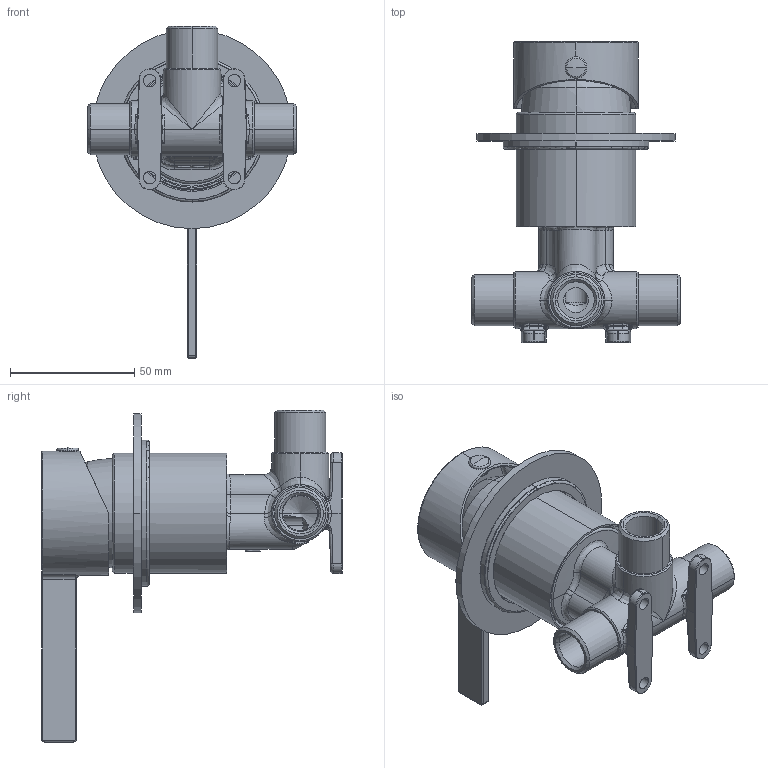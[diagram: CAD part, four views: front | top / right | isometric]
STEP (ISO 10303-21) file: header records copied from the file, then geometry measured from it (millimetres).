
FILE_DESCRIPTION((''),'2;1');
FILE_NAME('S230370SP-AU005-S316_ASM_1_ASM','2025-05-13T',('Administrator'),(''),'PRO/ENGINEER BY PARAMETRIC TECHNOLOGY CORPORATION, 2011310','PRO/ENGINEER BY PARAMETRIC TECHNOLOGY CORPORATION, 2011310','');
FILE_SCHEMA(('CONFIG_CONTROL_DESIGN'));
Length unit declared in the file: millimetre
Products named in the file (7): 1A0390AZNT-XS_AF0_1; 1O0268CWCP_1; 1D0466CWCP_1; 1D0602CWCP_1; 1E0618BWSS_1; 1N0006EWCP_1; S230370SP-AU005-S316_ASM_1_ASM
Assembly tree (6 placements, depth 2):
  S230370SP-AU005-S316_ASM_1_ASM
    1A0390AZNT-XS_AF0_1
    1O0268CWCP_1
    1D0466CWCP_1
    1D0602CWCP_1
    1E0618BWSS_1
    1N0006EWCP_1
Bounding box: 84 x 121 x 133.5 mm (x, y, z)
Volume: 87417.1 mm3; surface area: 67628.5 mm2
Topology: 6 solids, 6 shells, 801 faces, 2101 edges, 1322 vertices
Faces by surface type: plane 407, cylinder 188, bspline 101, torus 48, cone 43, sphere 14
Entity records: 29115 total; most frequent: CARTESIAN_POINT 10033, ORIENTED_EDGE 4158, DIRECTION 3655, EDGE_CURVE 2079, VERTEX_POINT 1322, AXIS2_PLACEMENT_3D 1229, VECTOR 1197, LINE 1197
